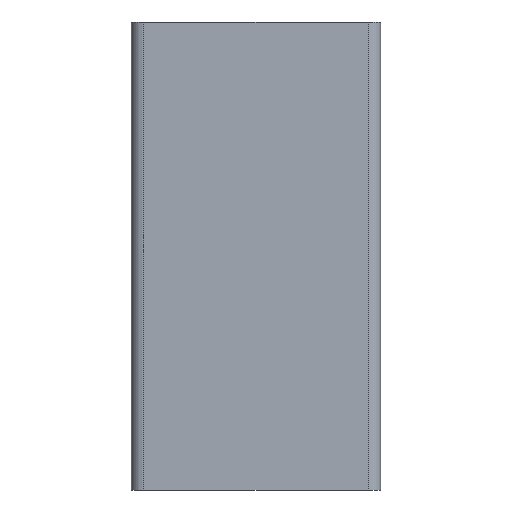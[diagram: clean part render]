
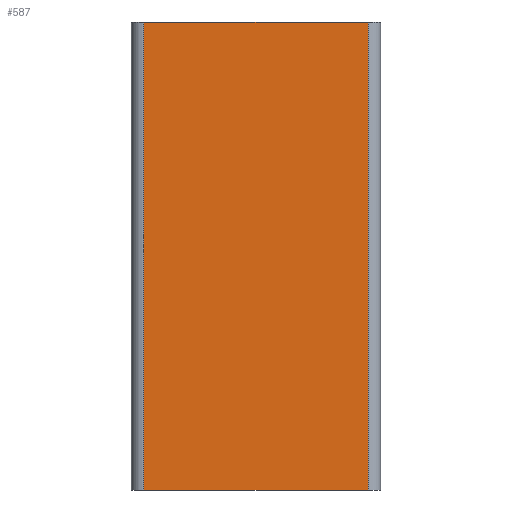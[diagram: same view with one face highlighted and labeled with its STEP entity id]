
A CAD part, front view. The second image highlights one B-rep face of the part: STEP entity #587.
In plain terms, the highlighted planar face has unit normal (0, -1, 0).
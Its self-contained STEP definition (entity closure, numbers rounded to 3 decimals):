
#3 = CARTESIAN_POINT ( 'NONE',  ( 120., -3.18, 500. ) ) ;
#44 = EDGE_CURVE ( 'NONE', #652, #704, #272, .T. ) ;
#71 = ORIENTED_EDGE ( 'NONE', *, *, #263, .T. ) ;
#91 = VECTOR ( 'NONE', #799, 1000. ) ;
#106 = VECTOR ( 'NONE', #183, 1000. ) ;
#127 = ORIENTED_EDGE ( 'NONE', *, *, #787, .T. ) ;
#177 = CARTESIAN_POINT ( 'NONE',  ( -120., -3.18, 500. ) ) ;
#183 = DIRECTION ( 'NONE',  ( 1., 0., 0. ) ) ;
#184 = VECTOR ( 'NONE', #346, 1000. ) ;
#263 = EDGE_CURVE ( 'NONE', #448, #704, #497, .T. ) ;
#271 = CARTESIAN_POINT ( 'NONE',  ( 120., -3.18, 0. ) ) ;
#272 = LINE ( 'NONE', #537, #184 ) ;
#287 = DIRECTION ( 'NONE',  ( 0., 0., 1. ) ) ;
#295 = EDGE_CURVE ( 'NONE', #652, #592, #728, .T. ) ;
#303 = LINE ( 'NONE', #547, #106 ) ;
#336 = ORIENTED_EDGE ( 'NONE', *, *, #295, .T. ) ;
#338 = AXIS2_PLACEMENT_3D ( 'NONE', #339, #469, #287 ) ;
#339 = CARTESIAN_POINT ( 'NONE',  ( -133.18, -3.18, 500. ) ) ;
#346 = DIRECTION ( 'NONE',  ( 1., 0., 0. ) ) ;
#353 = PLANE ( 'NONE',  #338 ) ;
#357 = DIRECTION ( 'NONE',  ( 0., 0., 1. ) ) ;
#448 = VERTEX_POINT ( 'NONE', #271 ) ;
#449 = ORIENTED_EDGE ( 'NONE', *, *, #44, .F. ) ;
#459 = CARTESIAN_POINT ( 'NONE',  ( -120., -3.18, 0. ) ) ;
#469 = DIRECTION ( 'NONE',  ( 0., 1., 0. ) ) ;
#497 = LINE ( 'NONE', #3, #529 ) ;
#529 = VECTOR ( 'NONE', #357, 1000. ) ;
#537 = CARTESIAN_POINT ( 'NONE',  ( -133.18, -3.18, 500. ) ) ;
#547 = CARTESIAN_POINT ( 'NONE',  ( -133.18, -3.18, 0. ) ) ;
#587 = ADVANCED_FACE ( 'NONE', ( #660 ), #353, .F. ) ;
#592 = VERTEX_POINT ( 'NONE', #459 ) ;
#652 = VERTEX_POINT ( 'NONE', #790 ) ;
#660 = FACE_OUTER_BOUND ( 'NONE', #666, .T. ) ;
#666 = EDGE_LOOP ( 'NONE', ( #449, #336, #127, #71 ) ) ;
#670 = CARTESIAN_POINT ( 'NONE',  ( 120., -3.18, 500. ) ) ;
#704 = VERTEX_POINT ( 'NONE', #670 ) ;
#728 = LINE ( 'NONE', #177, #91 ) ;
#787 = EDGE_CURVE ( 'NONE', #592, #448, #303, .T. ) ;
#790 = CARTESIAN_POINT ( 'NONE',  ( -120., -3.18, 500. ) ) ;
#799 = DIRECTION ( 'NONE',  ( 0., 0., -1. ) ) ;
